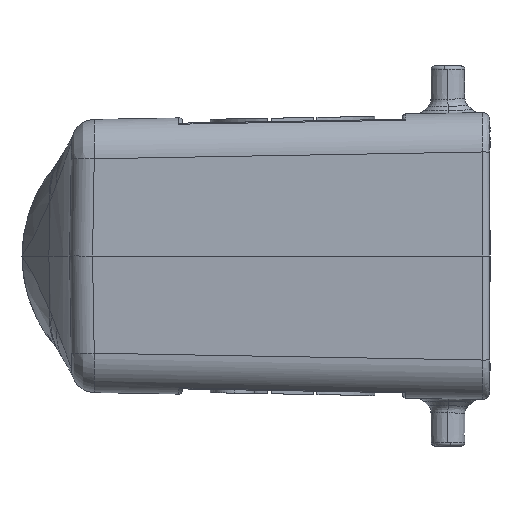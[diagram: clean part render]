
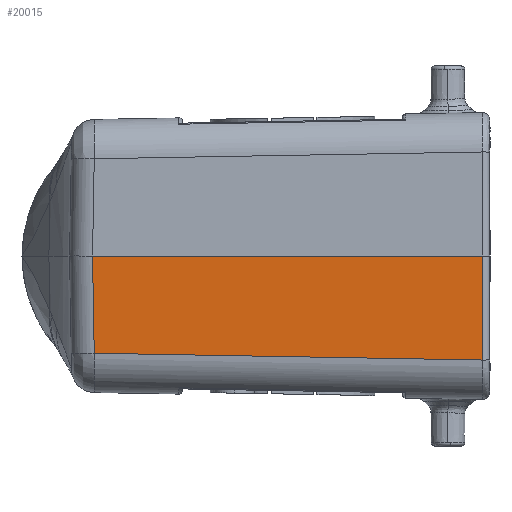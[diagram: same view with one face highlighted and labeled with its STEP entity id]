
A CAD part, left-side view. The second image highlights one B-rep face of the part: STEP entity #20015.
In plain terms, the highlighted planar face has unit normal (-1, 0.018, -0.017).
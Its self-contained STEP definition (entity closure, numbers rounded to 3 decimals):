
#301 = LINE ( 'NONE', #10412, #16406 ) ;
#3392 = PLANE ( 'NONE',  #15674 ) ;
#3516 = ORIENTED_EDGE ( 'NONE', *, *, #7706, .F. ) ;
#4910 = EDGE_CURVE ( 'NONE', #15171, #8104, #21902, .T. ) ;
#5396 = LINE ( 'NONE', #7767, #7789 ) ;
#5864 = DIRECTION ( 'NONE',  ( 0.017, 0., -1. ) ) ;
#6572 = DIRECTION ( 'NONE',  ( 0.017, 1., 0. ) ) ;
#7143 = EDGE_CURVE ( 'NONE', #15171, #16579, #5396, .T. ) ;
#7411 = LINE ( 'NONE', #24294, #9124 ) ;
#7706 = EDGE_CURVE ( 'NONE', #16579, #16185, #7411, .T. ) ;
#7767 = CARTESIAN_POINT ( 'NONE',  ( -48.52, 71.017, 102.427 ) ) ;
#7789 = VECTOR ( 'NONE', #5864, 1000. ) ;
#8104 = VERTEX_POINT ( 'NONE', #13858 ) ;
#8970 = CARTESIAN_POINT ( 'NONE',  ( -46.75, 69.999, 0. ) ) ;
#9124 = VECTOR ( 'NONE', #21984, 1000. ) ;
#9857 = FACE_OUTER_BOUND ( 'NONE', #13168, .T. ) ;
#10412 = CARTESIAN_POINT ( 'NONE',  ( -45.712, 129.462, 0. ) ) ;
#13168 = EDGE_LOOP ( 'NONE', ( #3516, #13188, #23109, #24473 ) ) ;
#13188 = ORIENTED_EDGE ( 'NONE', *, *, #7143, .F. ) ;
#13858 = CARTESIAN_POINT ( 'NONE',  ( -45.712, 129.462, 0. ) ) ;
#15171 = VERTEX_POINT ( 'NONE', #18646 ) ;
#15674 = AXIS2_PLACEMENT_3D ( 'NONE', #18691, #23225, #27639 ) ;
#16050 = VECTOR ( 'NONE', #6572, 1000. ) ;
#16103 = CARTESIAN_POINT ( 'NONE',  ( -45.462, 129.207, -14.572 ) ) ;
#16185 = VERTEX_POINT ( 'NONE', #16103 ) ;
#16406 = VECTOR ( 'NONE', #26139, 1000. ) ;
#16579 = VERTEX_POINT ( 'NONE', #20191 ) ;
#17912 = EDGE_CURVE ( 'NONE', #8104, #16185, #301, .T. ) ;
#18646 = CARTESIAN_POINT ( 'NONE',  ( -46.732, 71.017, 0. ) ) ;
#18691 = CARTESIAN_POINT ( 'NONE',  ( -46.792, 70., 2.412 ) ) ;
#20015 = ADVANCED_FACE ( 'NONE', ( #9857 ), #3392, .T. ) ;
#20191 = CARTESIAN_POINT ( 'NONE',  ( -46.46, 71.017, -15.588 ) ) ;
#21902 = LINE ( 'NONE', #8970, #16050 ) ;
#21984 = DIRECTION ( 'NONE',  ( 0.017, 1., 0.017 ) ) ;
#23109 = ORIENTED_EDGE ( 'NONE', *, *, #4910, .T. ) ;
#23225 = DIRECTION ( 'NONE',  ( -1., 0.017, -0.017 ) ) ;
#24294 = CARTESIAN_POINT ( 'NONE',  ( -45.396, 133.066, -14.505 ) ) ;
#24473 = ORIENTED_EDGE ( 'NONE', *, *, #17912, .T. ) ;
#26139 = DIRECTION ( 'NONE',  ( 0.017, -0.017, -1. ) ) ;
#27639 = DIRECTION ( 'NONE',  ( -0.017, -1., 0. ) ) ;
